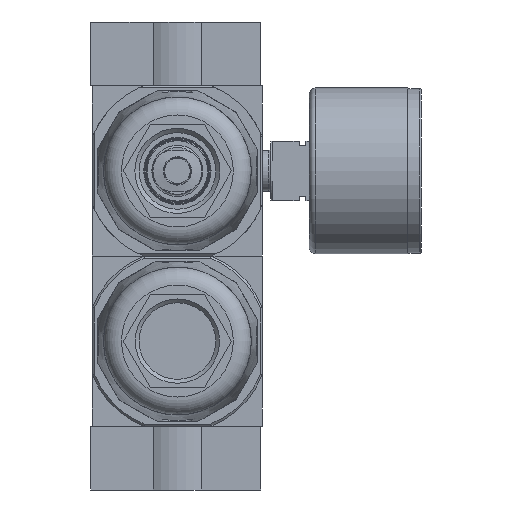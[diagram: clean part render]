
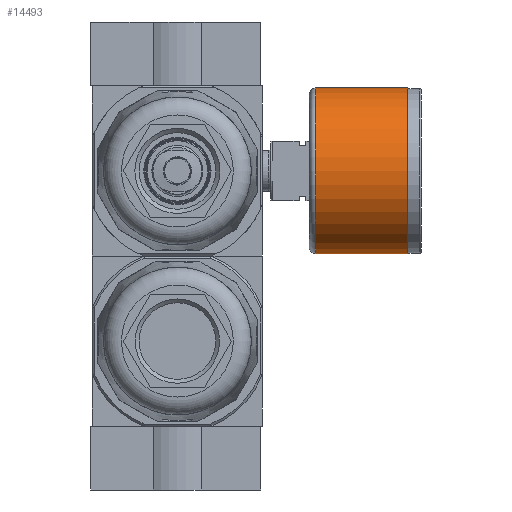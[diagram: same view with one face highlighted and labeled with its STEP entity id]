
A CAD part, front view. The second image highlights one B-rep face of the part: STEP entity #14493.
In plain terms, the highlighted cylindrical face has radius 19.5 mm (diameter 39 mm), a full revolution.
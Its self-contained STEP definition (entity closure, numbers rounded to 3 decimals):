
#796=CYLINDRICAL_SURFACE('',#20433,19.5);
#1300=CIRCLE('',#20432,19.5);
#1301=CIRCLE('',#20434,19.5);
#3779=ORIENTED_EDGE('',*,*,#6943,.F.);
#3780=ORIENTED_EDGE('',*,*,#6944,.T.);
#6943=EDGE_CURVE('',#8731,#8731,#1300,.T.);
#6944=EDGE_CURVE('',#8732,#8732,#1301,.T.);
#8731=VERTEX_POINT('',#28321);
#8732=VERTEX_POINT('',#28324);
#11906=EDGE_LOOP('',(#3779));
#11907=EDGE_LOOP('',(#3780));
#13045=FACE_BOUND('',#11906,.T.);
#13046=FACE_BOUND('',#11907,.T.);
#14493=ADVANCED_FACE('',(#13045,#13046),#796,.T.);
#20432=AXIS2_PLACEMENT_3D('',#28320,#23478,#23479);
#20433=AXIS2_PLACEMENT_3D('',#28322,#23480,#23481);
#20434=AXIS2_PLACEMENT_3D('',#28323,#23482,#23483);
#23478=DIRECTION('',(1.,0.,0.));
#23479=DIRECTION('',(0.,0.,-1.));
#23480=DIRECTION('',(1.,0.,0.));
#23481=DIRECTION('',(0.,0.,-1.));
#23482=DIRECTION('',(1.,0.,0.));
#23483=DIRECTION('',(0.,0.,-1.));
#28320=CARTESIAN_POINT('',(-3.2,0.,0.));
#28321=CARTESIAN_POINT('',(-3.2,0.,-19.5));
#28322=CARTESIAN_POINT('',(0.,0.,0.));
#28323=CARTESIAN_POINT('',(-24.85,0.,0.));
#28324=CARTESIAN_POINT('',(-24.85,0.,-19.5));
